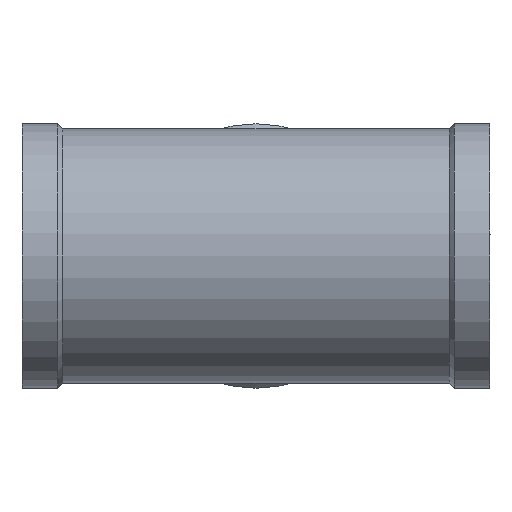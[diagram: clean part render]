
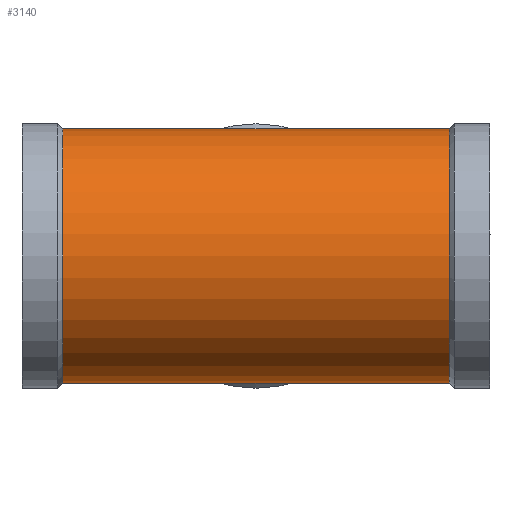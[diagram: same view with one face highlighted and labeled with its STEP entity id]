
A CAD part, front view. The second image highlights one B-rep face of the part: STEP entity #3140.
In plain terms, the highlighted cylindrical face has radius 12.5 mm (diameter 25 mm), a partial arc.
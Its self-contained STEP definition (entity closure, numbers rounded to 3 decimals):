
#243 = DIRECTION ( 'NONE',  ( -1., 0., 0. ) ) ;
#247 = CARTESIAN_POINT ( 'NONE',  ( 19., 0., 0. ) ) ;
#287 = CARTESIAN_POINT ( 'NONE',  ( -19., 0., 12.5 ) ) ;
#567 = CYLINDRICAL_SURFACE ( 'NONE', #3116, 12.5 ) ;
#776 = DIRECTION ( 'NONE',  ( 0., 0., 1. ) ) ;
#1102 = CARTESIAN_POINT ( 'NONE',  ( -19., 0., -12.5 ) ) ;
#1841 = VERTEX_POINT ( 'NONE', #1102 ) ;
#2214 = AXIS2_PLACEMENT_3D ( 'NONE', #247, #3995, #776 ) ;
#2225 = CARTESIAN_POINT ( 'NONE',  ( 0., 0., 12.5 ) ) ;
#2301 = VECTOR ( 'NONE', #243, 1000. ) ;
#2450 = EDGE_CURVE ( 'NONE', #1841, #3076, #6040, .T. ) ;
#2467 = CARTESIAN_POINT ( 'NONE',  ( 0., 0., 12.5 ) ) ;
#2501 = DIRECTION ( 'NONE',  ( -1., 0., 0. ) ) ;
#2531 = CARTESIAN_POINT ( 'NONE',  ( 19., 0., -12.5 ) ) ;
#2827 = ORIENTED_EDGE ( 'NONE', *, *, #4951, .T. ) ;
#2952 = EDGE_CURVE ( 'NONE', #5748, #1841, #6606, .T. ) ;
#3076 = VERTEX_POINT ( 'NONE', #287 ) ;
#3116 = AXIS2_PLACEMENT_3D ( 'NONE', #6756, #3516, #3539 ) ;
#3137 = DIRECTION ( 'NONE',  ( -1., 0., 0. ) ) ;
#3140 = ADVANCED_FACE ( 'NONE', ( #6448 ), #567, .T. ) ;
#3480 = VECTOR ( 'NONE', #3597, 1000. ) ;
#3516 = DIRECTION ( 'NONE',  ( -1., 0., 0. ) ) ;
#3539 = DIRECTION ( 'NONE',  ( 0., 0., 1. ) ) ;
#3597 = DIRECTION ( 'NONE',  ( -1., 0., 0. ) ) ;
#3602 = VERTEX_POINT ( 'NONE', #2531 ) ;
#3673 = ORIENTED_EDGE ( 'NONE', *, *, #4905, .F. ) ;
#3688 = ORIENTED_EDGE ( 'NONE', *, *, #2450, .F. ) ;
#3736 = EDGE_CURVE ( 'NONE', #6173, #4364, #4594, .T. ) ;
#3993 = CARTESIAN_POINT ( 'NONE',  ( 0., 0., -12.5 ) ) ;
#3995 = DIRECTION ( 'NONE',  ( -1., 0., 0. ) ) ;
#4033 = EDGE_LOOP ( 'NONE', ( #3673, #2827, #4992, #6703, #3688, #6154 ) ) ;
#4108 = CARTESIAN_POINT ( 'NONE',  ( 19., 0., 12.5 ) ) ;
#4364 = VERTEX_POINT ( 'NONE', #2225 ) ;
#4494 = AXIS2_PLACEMENT_3D ( 'NONE', #5762, #2501, #6306 ) ;
#4594 = LINE ( 'NONE', #6902, #6033 ) ;
#4706 = CARTESIAN_POINT ( 'NONE',  ( 0., 0., -12.5 ) ) ;
#4902 = LINE ( 'NONE', #2467, #3480 ) ;
#4905 = EDGE_CURVE ( 'NONE', #3602, #5748, #5410, .T. ) ;
#4951 = EDGE_CURVE ( 'NONE', #3602, #6173, #6682, .T. ) ;
#4992 = ORIENTED_EDGE ( 'NONE', *, *, #3736, .T. ) ;
#5021 = CARTESIAN_POINT ( 'NONE',  ( 0., 0., -12.5 ) ) ;
#5410 = LINE ( 'NONE', #5021, #6838 ) ;
#5591 = DIRECTION ( 'NONE',  ( -1., 0., 0. ) ) ;
#5748 = VERTEX_POINT ( 'NONE', #4706 ) ;
#5762 = CARTESIAN_POINT ( 'NONE',  ( -19., 0., 0. ) ) ;
#6033 = VECTOR ( 'NONE', #3137, 1000. ) ;
#6040 = CIRCLE ( 'NONE', #4494, 12.5 ) ;
#6154 = ORIENTED_EDGE ( 'NONE', *, *, #2952, .F. ) ;
#6173 = VERTEX_POINT ( 'NONE', #4108 ) ;
#6195 = EDGE_CURVE ( 'NONE', #4364, #3076, #4902, .T. ) ;
#6306 = DIRECTION ( 'NONE',  ( 0., 0., 1. ) ) ;
#6448 = FACE_OUTER_BOUND ( 'NONE', #4033, .T. ) ;
#6606 = LINE ( 'NONE', #3993, #2301 ) ;
#6682 = CIRCLE ( 'NONE', #2214, 12.5 ) ;
#6703 = ORIENTED_EDGE ( 'NONE', *, *, #6195, .T. ) ;
#6756 = CARTESIAN_POINT ( 'NONE',  ( 0., 0., 0. ) ) ;
#6838 = VECTOR ( 'NONE', #5591, 1000. ) ;
#6902 = CARTESIAN_POINT ( 'NONE',  ( 0., 0., 12.5 ) ) ;
